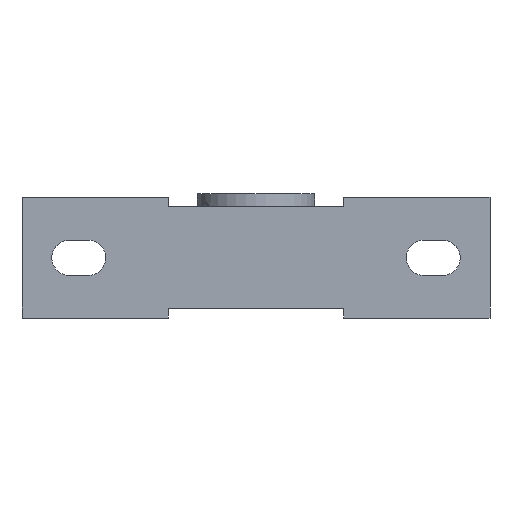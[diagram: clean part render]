
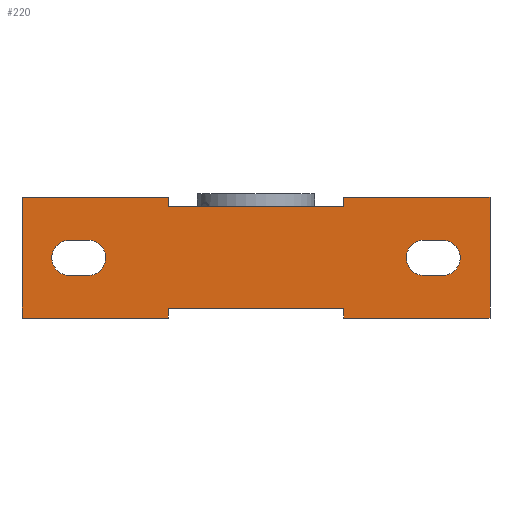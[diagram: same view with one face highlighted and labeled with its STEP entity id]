
A CAD part, front view. The second image highlights one B-rep face of the part: STEP entity #220.
In plain terms, the highlighted planar face has unit normal (0, -1, 0).
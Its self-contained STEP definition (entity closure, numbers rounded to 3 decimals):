
#220 = ADVANCED_FACE( '', ( #490, #491, #492 ), #493, .F. );
#490 = FACE_BOUND( '', #826, .T. );
#491 = FACE_BOUND( '', #827, .T. );
#492 = FACE_OUTER_BOUND( '', #828, .T. );
#493 = PLANE( '', #829 );
#826 = EDGE_LOOP( '', ( #1363, #1364, #1365, #1366 ) );
#827 = EDGE_LOOP( '', ( #1367, #1368, #1369, #1370 ) );
#828 = EDGE_LOOP( '', ( #1371, #1372, #1373, #1374, #1375, #1376, #1377, #1378, #1379, #1380, #1381, #1382 ) );
#829 = AXIS2_PLACEMENT_3D( '', #1383, #1384, #1385 );
#1363 = ORIENTED_EDGE( '', *, *, #1998, .T. );
#1364 = ORIENTED_EDGE( '', *, *, #1975, .T. );
#1365 = ORIENTED_EDGE( '', *, *, #1999, .T. );
#1366 = ORIENTED_EDGE( '', *, *, #2000, .T. );
#1367 = ORIENTED_EDGE( '', *, *, #1917, .T. );
#1368 = ORIENTED_EDGE( '', *, *, #1925, .T. );
#1369 = ORIENTED_EDGE( '', *, *, #2001, .T. );
#1370 = ORIENTED_EDGE( '', *, *, #1859, .T. );
#1371 = ORIENTED_EDGE( '', *, *, #2002, .F. );
#1372 = ORIENTED_EDGE( '', *, *, #1962, .F. );
#1373 = ORIENTED_EDGE( '', *, *, #2003, .F. );
#1374 = ORIENTED_EDGE( '', *, *, #1983, .F. );
#1375 = ORIENTED_EDGE( '', *, *, #1905, .F. );
#1376 = ORIENTED_EDGE( '', *, *, #2004, .F. );
#1377 = ORIENTED_EDGE( '', *, *, #2005, .F. );
#1378 = ORIENTED_EDGE( '', *, *, #2006, .F. );
#1379 = ORIENTED_EDGE( '', *, *, #1864, .F. );
#1380 = ORIENTED_EDGE( '', *, *, #1887, .F. );
#1381 = ORIENTED_EDGE( '', *, *, #1840, .F. );
#1382 = ORIENTED_EDGE( '', *, *, #2007, .F. );
#1383 = CARTESIAN_POINT( '', ( 0., -85., 0. ) );
#1384 = DIRECTION( '', ( 0., 1., 0. ) );
#1385 = DIRECTION( '', ( 0., 0., 1. ) );
#1840 = EDGE_CURVE( '', #2158, #2159, #2160, .T. );
#1859 = EDGE_CURVE( '', #2192, #2193, #2194, .T. );
#1864 = EDGE_CURVE( '', #2201, #2202, #2203, .T. );
#1887 = EDGE_CURVE( '', #2159, #2201, #2241, .T. );
#1905 = EDGE_CURVE( '', #2269, #2270, #2271, .T. );
#1917 = EDGE_CURVE( '', #2193, #2288, #2289, .T. );
#1925 = EDGE_CURVE( '', #2288, #2300, #2301, .T. );
#1962 = EDGE_CURVE( '', #2359, #2360, #2361, .T. );
#1975 = EDGE_CURVE( '', #2378, #2379, #2380, .T. );
#1983 = EDGE_CURVE( '', #2270, #2391, #2392, .T. );
#1998 = EDGE_CURVE( '', #2413, #2378, #2414, .T. );
#1999 = EDGE_CURVE( '', #2379, #2415, #2416, .T. );
#2000 = EDGE_CURVE( '', #2415, #2413, #2417, .T. );
#2001 = EDGE_CURVE( '', #2300, #2192, #2418, .T. );
#2002 = EDGE_CURVE( '', #2360, #2419, #2420, .T. );
#2003 = EDGE_CURVE( '', #2391, #2359, #2421, .T. );
#2004 = EDGE_CURVE( '', #2422, #2269, #2423, .T. );
#2005 = EDGE_CURVE( '', #2424, #2422, #2425, .T. );
#2006 = EDGE_CURVE( '', #2202, #2424, #2426, .T. );
#2007 = EDGE_CURVE( '', #2419, #2158, #2427, .T. );
#2158 = VERTEX_POINT( '', #2640 );
#2159 = VERTEX_POINT( '', #2641 );
#2160 = LINE( '', #2642, #2643 );
#2192 = VERTEX_POINT( '', #2701 );
#2193 = VERTEX_POINT( '', #2702 );
#2194 = CIRCLE( '', #2703, 12.5 );
#2201 = VERTEX_POINT( '', #2712 );
#2202 = VERTEX_POINT( '', #2713 );
#2203 = LINE( '', #2714, #2715 );
#2241 = LINE( '', #2799, #2800 );
#2269 = VERTEX_POINT( '', #2876 );
#2270 = VERTEX_POINT( '', #2877 );
#2271 = LINE( '', #2878, #2879 );
#2288 = VERTEX_POINT( '', #2904 );
#2289 = LINE( '', #2905, #2906 );
#2300 = VERTEX_POINT( '', #2930 );
#2301 = CIRCLE( '', #2931, 12.5 );
#2359 = VERTEX_POINT( '', #3193 );
#2360 = VERTEX_POINT( '', #3194 );
#2361 = LINE( '', #3195, #3196 );
#2378 = VERTEX_POINT( '', #3224 );
#2379 = VERTEX_POINT( '', #3225 );
#2380 = CIRCLE( '', #3226, 12.5 );
#2391 = VERTEX_POINT( '', #3241 );
#2392 = LINE( '', #3242, #3243 );
#2413 = VERTEX_POINT( '', #3274 );
#2414 = LINE( '', #3275, #3276 );
#2415 = VERTEX_POINT( '', #3277 );
#2416 = LINE( '', #3278, #3279 );
#2417 = CIRCLE( '', #3280, 12.5 );
#2418 = LINE( '', #3281, #3282 );
#2419 = VERTEX_POINT( '', #3283 );
#2420 = LINE( '', #3284, #3285 );
#2421 = LINE( '', #3286, #3287 );
#2422 = VERTEX_POINT( '', #3288 );
#2423 = LINE( '', #3289, #3290 );
#2424 = VERTEX_POINT( '', #3291 );
#2425 = LINE( '', #3292, #3293 );
#2426 = LINE( '', #3294, #3295 );
#2427 = LINE( '', #3296, #3297 );
#2640 = CARTESIAN_POINT( '', ( -62., -85., 42.5 ) );
#2641 = CARTESIAN_POINT( '', ( -62., -85., 36. ) );
#2642 = CARTESIAN_POINT( '', ( -62., -85., 42.5 ) );
#2643 = VECTOR( '', #3730, 1000. );
#2701 = CARTESIAN_POINT( '', ( 131.5, -85., 12.5 ) );
#2702 = CARTESIAN_POINT( '', ( 131.5, -85., -12.5 ) );
#2703 = AXIS2_PLACEMENT_3D( '', #3745, #3746, #3747 );
#2712 = CARTESIAN_POINT( '', ( 62., -85., 36. ) );
#2713 = CARTESIAN_POINT( '', ( 62., -85., 42.5 ) );
#2714 = CARTESIAN_POINT( '', ( 62., -85., 36. ) );
#2715 = VECTOR( '', #3753, 1000. );
#2799 = CARTESIAN_POINT( '', ( -62., -85., 36. ) );
#2800 = VECTOR( '', #3787, 1000. );
#2876 = CARTESIAN_POINT( '', ( 62., -85., -42.5 ) );
#2877 = CARTESIAN_POINT( '', ( 62., -85., -36. ) );
#2878 = CARTESIAN_POINT( '', ( 62., -85., -42.5 ) );
#2879 = VECTOR( '', #3809, 1000. );
#2904 = CARTESIAN_POINT( '', ( 118.5, -85., -12.5 ) );
#2905 = CARTESIAN_POINT( '', ( 131.5, -85., -12.5 ) );
#2906 = VECTOR( '', #3822, 1000. );
#2930 = CARTESIAN_POINT( '', ( 118.5, -85., 12.5 ) );
#2931 = AXIS2_PLACEMENT_3D( '', #3826, #3827, #3828 );
#3193 = CARTESIAN_POINT( '', ( -62., -85., -42.5 ) );
#3194 = CARTESIAN_POINT( '', ( -165., -85., -42.5 ) );
#3195 = CARTESIAN_POINT( '', ( -62., -85., -42.5 ) );
#3196 = VECTOR( '', #3859, 1000. );
#3224 = CARTESIAN_POINT( '', ( -131.5, -85., -12.5 ) );
#3225 = CARTESIAN_POINT( '', ( -131.5, -85., 12.5 ) );
#3226 = AXIS2_PLACEMENT_3D( '', #3869, #3870, #3871 );
#3241 = CARTESIAN_POINT( '', ( -62., -85., -36. ) );
#3242 = CARTESIAN_POINT( '', ( 62., -85., -36. ) );
#3243 = VECTOR( '', #3882, 1000. );
#3274 = CARTESIAN_POINT( '', ( -118.5, -85., -12.5 ) );
#3275 = CARTESIAN_POINT( '', ( -118.5, -85., -12.5 ) );
#3276 = VECTOR( '', #3896, 1000. );
#3277 = CARTESIAN_POINT( '', ( -118.5, -85., 12.5 ) );
#3278 = CARTESIAN_POINT( '', ( -131.5, -85., 12.5 ) );
#3279 = VECTOR( '', #3897, 1000. );
#3280 = AXIS2_PLACEMENT_3D( '', #3898, #3899, #3900 );
#3281 = CARTESIAN_POINT( '', ( 118.5, -85., 12.5 ) );
#3282 = VECTOR( '', #3901, 1000. );
#3283 = CARTESIAN_POINT( '', ( -165., -85., 42.5 ) );
#3284 = CARTESIAN_POINT( '', ( -165., -85., -42.5 ) );
#3285 = VECTOR( '', #3902, 1000. );
#3286 = CARTESIAN_POINT( '', ( -62., -85., -36. ) );
#3287 = VECTOR( '', #3903, 1000. );
#3288 = CARTESIAN_POINT( '', ( 165., -85., -42.5 ) );
#3289 = CARTESIAN_POINT( '', ( 165., -85., -42.5 ) );
#3290 = VECTOR( '', #3904, 1000. );
#3291 = CARTESIAN_POINT( '', ( 165., -85., 42.5 ) );
#3292 = CARTESIAN_POINT( '', ( 165., -85., 42.5 ) );
#3293 = VECTOR( '', #3905, 1000. );
#3294 = CARTESIAN_POINT( '', ( 62., -85., 42.5 ) );
#3295 = VECTOR( '', #3906, 1000. );
#3296 = CARTESIAN_POINT( '', ( -165., -85., 42.5 ) );
#3297 = VECTOR( '', #3907, 1000. );
#3730 = DIRECTION( '', ( 0., 0., -1. ) );
#3745 = CARTESIAN_POINT( '', ( 131.5, -85., 0. ) );
#3746 = DIRECTION( '', ( 0., 1., 0. ) );
#3747 = DIRECTION( '', ( 1., 0., 0. ) );
#3753 = DIRECTION( '', ( 0., 0., 1. ) );
#3787 = DIRECTION( '', ( 1., 0., 0. ) );
#3809 = DIRECTION( '', ( 0., 0., 1. ) );
#3822 = DIRECTION( '', ( -1., 0., 0. ) );
#3826 = CARTESIAN_POINT( '', ( 118.5, -85., 0. ) );
#3827 = DIRECTION( '', ( 0., 1., 0. ) );
#3828 = DIRECTION( '', ( 1., 0., 0. ) );
#3859 = DIRECTION( '', ( -1., 0., 0. ) );
#3869 = CARTESIAN_POINT( '', ( -131.5, -85., 0. ) );
#3870 = DIRECTION( '', ( 0., 1., 0. ) );
#3871 = DIRECTION( '', ( 1., 0., 0. ) );
#3882 = DIRECTION( '', ( -1., 0., 0. ) );
#3896 = DIRECTION( '', ( -1., 0., 0. ) );
#3897 = DIRECTION( '', ( 1., 0., 0. ) );
#3898 = CARTESIAN_POINT( '', ( -118.5, -85., 0. ) );
#3899 = DIRECTION( '', ( 0., 1., 0. ) );
#3900 = DIRECTION( '', ( 1., 0., 0. ) );
#3901 = DIRECTION( '', ( 1., 0., 0. ) );
#3902 = DIRECTION( '', ( 0., 0., 1. ) );
#3903 = DIRECTION( '', ( 0., 0., -1. ) );
#3904 = DIRECTION( '', ( -1., 0., 0. ) );
#3905 = DIRECTION( '', ( 0., 0., -1. ) );
#3906 = DIRECTION( '', ( 1., 0., 0. ) );
#3907 = DIRECTION( '', ( 1., 0., 0. ) );
